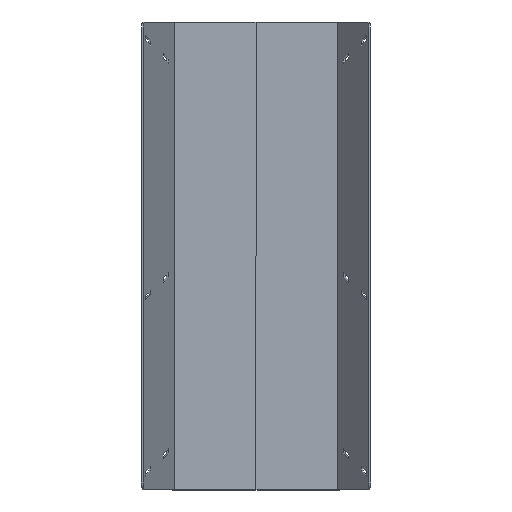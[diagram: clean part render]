
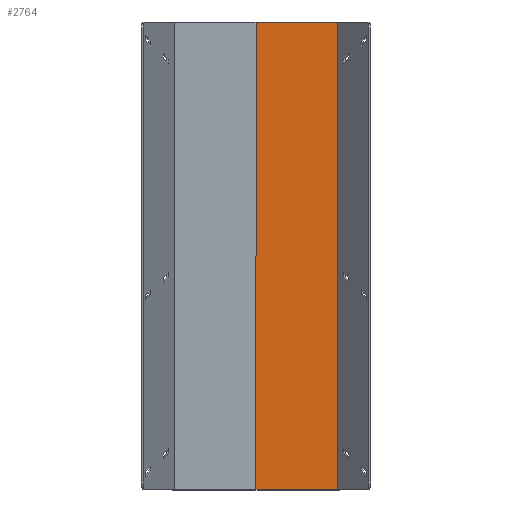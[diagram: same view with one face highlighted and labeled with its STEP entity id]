
A CAD part, top view. The second image highlights one B-rep face of the part: STEP entity #2764.
In plain terms, the highlighted planar face has unit normal (0, 0, 1).
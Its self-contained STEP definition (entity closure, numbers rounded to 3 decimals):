
#32 = PLANE('',#33);
#33 = AXIS2_PLACEMENT_3D('',#34,#35,#36);
#34 = CARTESIAN_POINT('',(42.897,122.5,40.032));
#35 = DIRECTION('',(0.,1.,0.));
#36 = DIRECTION('',(0.,0.,1.));
#118 = VERTEX_POINT('',#119);
#119 = CARTESIAN_POINT('',(0.,122.5,1.));
#145 = EDGE_CURVE('',#146,#118,#148,.T.);
#146 = VERTEX_POINT('',#147);
#147 = CARTESIAN_POINT('',(42.698,122.5,1.));
#148 = SURFACE_CURVE('',#149,(#153,#160),.PCURVE_S1.);
#149 = LINE('',#150,#151);
#150 = CARTESIAN_POINT('',(42.698,122.5,1.));
#151 = VECTOR('',#152,1.);
#152 = DIRECTION('',(-1.,0.,0.));
#153 = PCURVE('',#32,#154);
#154 = DEFINITIONAL_REPRESENTATION('',(#155),#159);
#155 = LINE('',#156,#157);
#156 = CARTESIAN_POINT('',(-39.032,-0.199));
#157 = VECTOR('',#158,1.);
#158 = DIRECTION('',(0.,-1.));
#159 = ( GEOMETRIC_REPRESENTATION_CONTEXT(2) 
PARAMETRIC_REPRESENTATION_CONTEXT() REPRESENTATION_CONTEXT('2D SPACE',''
  ) );
#160 = PCURVE('',#161,#166);
#161 = PLANE('',#162);
#162 = AXIS2_PLACEMENT_3D('',#163,#164,#165);
#163 = CARTESIAN_POINT('',(42.698,122.5,1.));
#164 = DIRECTION('',(0.,0.,-1.));
#165 = DIRECTION('',(-1.,0.,0.));
#166 = DEFINITIONAL_REPRESENTATION('',(#167),#171);
#167 = LINE('',#168,#169);
#168 = CARTESIAN_POINT('',(0.,0.));
#169 = VECTOR('',#170,1.);
#170 = DIRECTION('',(1.,0.));
#171 = ( GEOMETRIC_REPRESENTATION_CONTEXT(2) 
PARAMETRIC_REPRESENTATION_CONTEXT() REPRESENTATION_CONTEXT('2D SPACE',''
  ) );
#194 = CYLINDRICAL_SURFACE('',#195,0.001);
#195 = AXIS2_PLACEMENT_3D('',#196,#197,#198);
#196 = CARTESIAN_POINT('',(42.698,122.5,1.001));
#197 = DIRECTION('',(0.,1.,0.));
#198 = DIRECTION('',(1.,0.,0.));
#303 = PLANE('',#304);
#304 = AXIS2_PLACEMENT_3D('',#305,#306,#307);
#305 = CARTESIAN_POINT('',(42.897,-122.5,40.032));
#306 = DIRECTION('',(0.,1.,0.));
#307 = DIRECTION('',(0.,0.,1.));
#2519 = EDGE_CURVE('',#146,#2520,#2522,.T.);
#2520 = VERTEX_POINT('',#2521);
#2521 = CARTESIAN_POINT('',(42.698,-122.5,1.));
#2522 = SURFACE_CURVE('',#2523,(#2527,#2534),.PCURVE_S1.);
#2523 = LINE('',#2524,#2525);
#2524 = CARTESIAN_POINT('',(42.698,122.5,1.));
#2525 = VECTOR('',#2526,1.);
#2526 = DIRECTION('',(0.,-1.,0.));
#2527 = PCURVE('',#194,#2528);
#2528 = DEFINITIONAL_REPRESENTATION('',(#2529),#2533);
#2529 = LINE('',#2530,#2531);
#2530 = CARTESIAN_POINT('',(-4.712,0.));
#2531 = VECTOR('',#2532,1.);
#2532 = DIRECTION('',(-0.,-1.));
#2533 = ( GEOMETRIC_REPRESENTATION_CONTEXT(2) 
PARAMETRIC_REPRESENTATION_CONTEXT() REPRESENTATION_CONTEXT('2D SPACE',''
  ) );
#2534 = PCURVE('',#161,#2535);
#2535 = DEFINITIONAL_REPRESENTATION('',(#2536),#2540);
#2536 = LINE('',#2537,#2538);
#2537 = CARTESIAN_POINT('',(0.,0.));
#2538 = VECTOR('',#2539,1.);
#2539 = DIRECTION('',(0.,-1.));
#2540 = ( GEOMETRIC_REPRESENTATION_CONTEXT(2) 
PARAMETRIC_REPRESENTATION_CONTEXT() REPRESENTATION_CONTEXT('2D SPACE',''
  ) );
#2670 = PLANE('',#2671);
#2671 = AXIS2_PLACEMENT_3D('',#2672,#2673,#2674);
#2672 = CARTESIAN_POINT('',(-42.698,122.5,1.));
#2673 = DIRECTION('',(0.,0.,-1.));
#2674 = DIRECTION('',(-1.,0.,0.));
#2764 = ADVANCED_FACE('',(#2765),#161,.F.);
#2765 = FACE_BOUND('',#2766,.F.);
#2766 = EDGE_LOOP('',(#2767,#2768,#2791,#2812));
#2767 = ORIENTED_EDGE('',*,*,#2519,.T.);
#2768 = ORIENTED_EDGE('',*,*,#2769,.T.);
#2769 = EDGE_CURVE('',#2520,#2770,#2772,.T.);
#2770 = VERTEX_POINT('',#2771);
#2771 = CARTESIAN_POINT('',(0.,-122.5,1.));
#2772 = SURFACE_CURVE('',#2773,(#2777,#2784),.PCURVE_S1.);
#2773 = LINE('',#2774,#2775);
#2774 = CARTESIAN_POINT('',(42.698,-122.5,1.));
#2775 = VECTOR('',#2776,1.);
#2776 = DIRECTION('',(-1.,0.,0.));
#2777 = PCURVE('',#161,#2778);
#2778 = DEFINITIONAL_REPRESENTATION('',(#2779),#2783);
#2779 = LINE('',#2780,#2781);
#2780 = CARTESIAN_POINT('',(0.,-245.));
#2781 = VECTOR('',#2782,1.);
#2782 = DIRECTION('',(1.,0.));
#2783 = ( GEOMETRIC_REPRESENTATION_CONTEXT(2) 
PARAMETRIC_REPRESENTATION_CONTEXT() REPRESENTATION_CONTEXT('2D SPACE',''
  ) );
#2784 = PCURVE('',#303,#2785);
#2785 = DEFINITIONAL_REPRESENTATION('',(#2786),#2790);
#2786 = LINE('',#2787,#2788);
#2787 = CARTESIAN_POINT('',(-39.032,-0.199));
#2788 = VECTOR('',#2789,1.);
#2789 = DIRECTION('',(0.,-1.));
#2790 = ( GEOMETRIC_REPRESENTATION_CONTEXT(2) 
PARAMETRIC_REPRESENTATION_CONTEXT() REPRESENTATION_CONTEXT('2D SPACE',''
  ) );
#2791 = ORIENTED_EDGE('',*,*,#2792,.F.);
#2792 = EDGE_CURVE('',#118,#2770,#2793,.T.);
#2793 = SURFACE_CURVE('',#2794,(#2798,#2805),.PCURVE_S1.);
#2794 = LINE('',#2795,#2796);
#2795 = CARTESIAN_POINT('',(0.,122.5,1.));
#2796 = VECTOR('',#2797,1.);
#2797 = DIRECTION('',(0.,-1.,0.));
#2798 = PCURVE('',#161,#2799);
#2799 = DEFINITIONAL_REPRESENTATION('',(#2800),#2804);
#2800 = LINE('',#2801,#2802);
#2801 = CARTESIAN_POINT('',(42.698,0.));
#2802 = VECTOR('',#2803,1.);
#2803 = DIRECTION('',(0.,-1.));
#2804 = ( GEOMETRIC_REPRESENTATION_CONTEXT(2) 
PARAMETRIC_REPRESENTATION_CONTEXT() REPRESENTATION_CONTEXT('2D SPACE',''
  ) );
#2805 = PCURVE('',#2670,#2806);
#2806 = DEFINITIONAL_REPRESENTATION('',(#2807),#2811);
#2807 = LINE('',#2808,#2809);
#2808 = CARTESIAN_POINT('',(-42.698,0.));
#2809 = VECTOR('',#2810,1.);
#2810 = DIRECTION('',(0.,-1.));
#2811 = ( GEOMETRIC_REPRESENTATION_CONTEXT(2) 
PARAMETRIC_REPRESENTATION_CONTEXT() REPRESENTATION_CONTEXT('2D SPACE',''
  ) );
#2812 = ORIENTED_EDGE('',*,*,#145,.F.);
